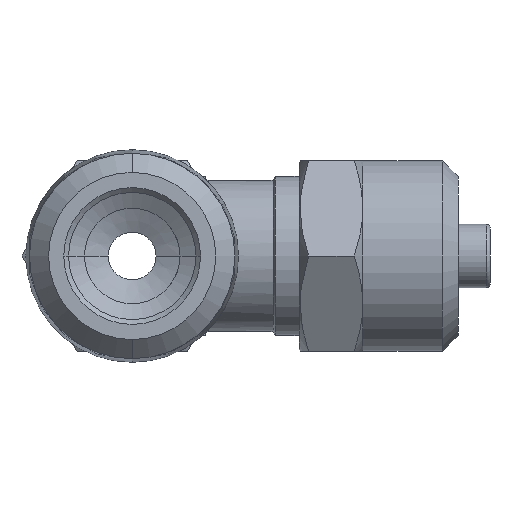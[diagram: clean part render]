
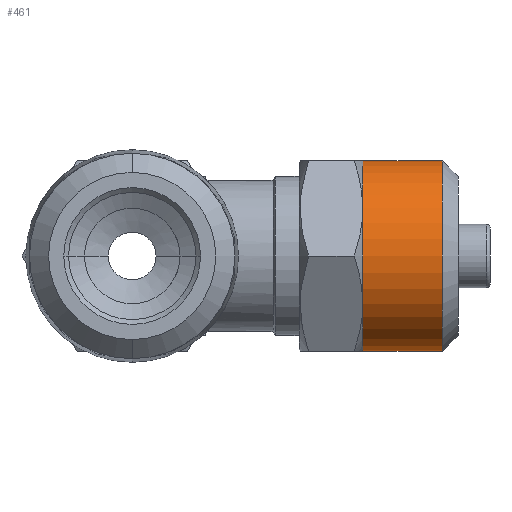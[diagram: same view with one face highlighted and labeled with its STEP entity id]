
A CAD part, front view. The second image highlights one B-rep face of the part: STEP entity #461.
In plain terms, the highlighted cylindrical face has radius 6 mm (diameter 12 mm), a partial arc.
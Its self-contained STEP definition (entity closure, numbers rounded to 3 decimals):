
#326 = AXIS2_PLACEMENT_3D ( 'NONE', #2392, #2393, #2394 ) ;
#368 = AXIS2_PLACEMENT_3D ( 'NONE', #5228, #5225, #2530 ) ;
#369 = CIRCLE ( 'NONE', #368, 6. ) ;
#374 = CIRCLE ( 'NONE', #387, 6. ) ;
#378 = CIRCLE ( 'NONE', #396, 6. ) ;
#382 = VECTOR ( 'NONE', #2531, 1000. ) ;
#387 = AXIS2_PLACEMENT_3D ( 'NONE', #2542, #2528, #2539 ) ;
#396 = AXIS2_PLACEMENT_3D ( 'NONE', #5196, #5201, #5194 ) ;
#398 = VECTOR ( 'NONE', #5197, 1000. ) ;
#415 = EDGE_CURVE ( 'NONE', #1712, #1716, #369, .T. ) ;
#419 = EDGE_CURVE ( 'NONE', #1751, #1711, #374, .T. ) ;
#420 = EDGE_CURVE ( 'NONE', #1732, #1751, #1961, .T. ) ;
#422 = EDGE_CURVE ( 'NONE', #1711, #1712, #378, .T. ) ;
#423 = EDGE_CURVE ( 'NONE', #1685, #1716, #1962, .T. ) ;
#461 = ADVANCED_FACE ( 'NONE', ( #2023 ), #2022, .T. ) ;
#931 = EDGE_CURVE ( 'NONE', #1732, #1685, #4633, .T. ) ;
#1379 = EDGE_LOOP ( 'NONE', ( #1955, #1949, #1954, #5366, #5298, #5283 ) ) ;
#1685 = VERTEX_POINT ( 'NONE', #4822 ) ;
#1711 = VERTEX_POINT ( 'NONE', #4852 ) ;
#1712 = VERTEX_POINT ( 'NONE', #4854 ) ;
#1716 = VERTEX_POINT ( 'NONE', #4859 ) ;
#1732 = VERTEX_POINT ( 'NONE', #4879 ) ;
#1751 = VERTEX_POINT ( 'NONE', #4902 ) ;
#1949 = ORIENTED_EDGE ( 'NONE', *, *, #423, .T. ) ;
#1954 = ORIENTED_EDGE ( 'NONE', *, *, #415, .F. ) ;
#1955 = ORIENTED_EDGE ( 'NONE', *, *, #931, .T. ) ;
#1961 = LINE ( 'NONE', #2525, #382 ) ;
#1962 = LINE ( 'NONE', #5198, #398 ) ;
#2022 = CYLINDRICAL_SURFACE ( 'NONE', #326, 6. ) ;
#2023 = FACE_OUTER_BOUND ( 'NONE', #1379, .T. ) ;
#2392 = CARTESIAN_POINT ( 'NONE',  ( 8.081, 0., 0. ) ) ;
#2393 = DIRECTION ( 'NONE',  ( -1., 0., 0. ) ) ;
#2394 = DIRECTION ( 'NONE',  ( 0., 0., -1. ) ) ;
#2525 = CARTESIAN_POINT ( 'NONE',  ( 8.081, 0., -6. ) ) ;
#2528 = DIRECTION ( 'NONE',  ( -1., 0., 0. ) ) ;
#2530 = DIRECTION ( 'NONE',  ( 0., 0., -1. ) ) ;
#2531 = DIRECTION ( 'NONE',  ( -1., 0., 0. ) ) ;
#2539 = DIRECTION ( 'NONE',  ( 0., 0., -1. ) ) ;
#2542 = CARTESIAN_POINT ( 'NONE',  ( 14.5, 0., 0. ) ) ;
#4486 = CARTESIAN_POINT ( 'NONE',  ( 19.5, 0., 0. ) ) ;
#4487 = DIRECTION ( 'NONE',  ( -1., 0., 0. ) ) ;
#4488 = DIRECTION ( 'NONE',  ( 0., 0., -1. ) ) ;
#4633 = CIRCLE ( 'NONE', #4635, 6. ) ;
#4635 = AXIS2_PLACEMENT_3D ( 'NONE', #4486, #4487, #4488 ) ;
#4822 = CARTESIAN_POINT ( 'NONE',  ( 19.5, 0., 6. ) ) ;
#4852 = CARTESIAN_POINT ( 'NONE',  ( 14.5, -5.196, -3. ) ) ;
#4854 = CARTESIAN_POINT ( 'NONE',  ( 14.5, -5.196, 3. ) ) ;
#4859 = CARTESIAN_POINT ( 'NONE',  ( 14.5, 0., 6. ) ) ;
#4879 = CARTESIAN_POINT ( 'NONE',  ( 19.5, 0., -6. ) ) ;
#4902 = CARTESIAN_POINT ( 'NONE',  ( 14.5, 0., -6. ) ) ;
#5194 = DIRECTION ( 'NONE',  ( 0., 0., -1. ) ) ;
#5196 = CARTESIAN_POINT ( 'NONE',  ( 14.5, 0., 0. ) ) ;
#5197 = DIRECTION ( 'NONE',  ( -1., 0., 0. ) ) ;
#5198 = CARTESIAN_POINT ( 'NONE',  ( 8.081, 0., 6. ) ) ;
#5201 = DIRECTION ( 'NONE',  ( -1., 0., 0. ) ) ;
#5225 = DIRECTION ( 'NONE',  ( -1., 0., 0. ) ) ;
#5228 = CARTESIAN_POINT ( 'NONE',  ( 14.5, 0., 0. ) ) ;
#5283 = ORIENTED_EDGE ( 'NONE', *, *, #420, .F. ) ;
#5298 = ORIENTED_EDGE ( 'NONE', *, *, #419, .F. ) ;
#5366 = ORIENTED_EDGE ( 'NONE', *, *, #422, .F. ) ;
